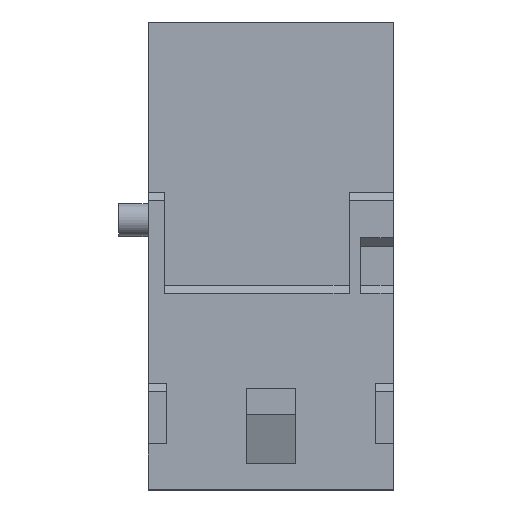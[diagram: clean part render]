
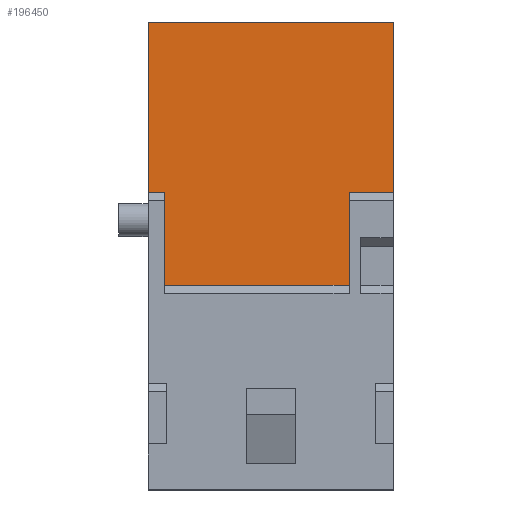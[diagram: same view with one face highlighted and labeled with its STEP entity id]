
A CAD part, top view. The second image highlights one B-rep face of the part: STEP entity #196450.
In plain terms, the highlighted face is planar.
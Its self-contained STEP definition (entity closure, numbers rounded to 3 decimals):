
#53520=CARTESIAN_POINT('',(13.23,14.86,
-100.2));
#53530=VERTEX_POINT('',#53520);
#53680=CARTESIAN_POINT('',(13.23,14.86,
-101.21));
#53690=VERTEX_POINT('',#53680);
#53720=CARTESIAN_POINT('',(13.23,14.86,0.));
#53730=DIRECTION('',(0.,0.,-1.));
#53740=VECTOR('',#53730,1.);
#53750=LINE('',#53720,#53740);
#53760=EDGE_CURVE('',#53530,#53690,#53750,.T.);
#54020=CARTESIAN_POINT('',(0.,14.86,-100.2));
#54030=DIRECTION('',(1.,0.,0.));
#54040=VECTOR('',#54030,1.);
#54050=LINE('',#54020,#54040);
#54060=CARTESIAN_POINT('',(7.54,14.86,
-100.2));
#54070=VERTEX_POINT('',#54060);
#54080=EDGE_CURVE('',#54070,#53530,#54050,.T.);
#54620=CARTESIAN_POINT('',(13.23,14.86,
-86.21));
#54630=VERTEX_POINT('',#54620);
#54780=CARTESIAN_POINT('',(13.23,14.86,
-88.92));
#54790=VERTEX_POINT('',#54780);
#54820=CARTESIAN_POINT('',(13.23,14.86,-0.25));
#54830=DIRECTION('',(0.,0.,1.));
#54840=VECTOR('',#54830,1.);
#54850=LINE('',#54820,#54840);
#54860=EDGE_CURVE('',#54790,#54630,#54850,.T.);
#61650=CARTESIAN_POINT('',(0.,14.86,-86.21));
#61660=DIRECTION('',(-1.,0.,0.));
#61670=VECTOR('',#61660,1.);
#61680=LINE('',#61650,#61670);
#61690=CARTESIAN_POINT('',(23.64,14.86,-86.21));
#61700=VERTEX_POINT('',#61690);
#61710=EDGE_CURVE('',#61700,#54630,#61680,.T.);
#77780=CARTESIAN_POINT('',(7.54,14.86,
-88.92));
#77790=VERTEX_POINT('',#77780);
#77820=CARTESIAN_POINT('',(0.,14.86,-88.92));
#77830=DIRECTION('',(-1.,0.,0.));
#77840=VECTOR('',#77830,1.);
#77850=LINE('',#77820,#77840);
#77860=EDGE_CURVE('',#54790,#77790,#77850,.T.);
#125420=CARTESIAN_POINT('',(23.64,14.86,-101.21));
#125430=VERTEX_POINT('',#125420);
#125460=CARTESIAN_POINT('',(0.,14.86,-101.21));
#125470=DIRECTION('',(1.,0.,0.));
#125480=VECTOR('',#125470,1.);
#125490=LINE('',#125460,#125480);
#125500=EDGE_CURVE('',#53690,#125430,#125490,.T.);
#126060=CARTESIAN_POINT('',(7.54,14.86,0.));
#126070=DIRECTION('',(0.,0.,-1.));
#126080=VECTOR('',#126070,1.);
#126090=LINE('',#126060,#126080);
#126100=EDGE_CURVE('',#77790,#54070,#126090,.T.);
#196250=CARTESIAN_POINT('',(13.334,14.86,
-92.431));
#196260=DIRECTION('',(0.,1.,-0.));
#196270=DIRECTION('',(-1.,0.,0.));
#196280=AXIS2_PLACEMENT_3D('',#196250,#196260,#196270);
#196290=PLANE('',#196280);
#196300=ORIENTED_EDGE('',*,*,#54080,.F.);
#196310=ORIENTED_EDGE('',*,*,#53760,.F.);
#196320=ORIENTED_EDGE('',*,*,#125500,.F.);
#196330=CARTESIAN_POINT('',(23.64,14.86,0.));
#196340=DIRECTION('',(0.,0.,-1.));
#196350=VECTOR('',#196340,1.);
#196360=LINE('',#196330,#196350);
#196370=EDGE_CURVE('',#61700,#125430,#196360,.T.);
#196380=ORIENTED_EDGE('',*,*,#196370,.T.);
#196390=ORIENTED_EDGE('',*,*,#61710,.F.);
#196400=ORIENTED_EDGE('',*,*,#54860,.T.);
#196410=ORIENTED_EDGE('',*,*,#77860,.F.);
#196420=ORIENTED_EDGE('',*,*,#126100,.F.);
#196430=EDGE_LOOP('',(#196420,#196410,#196400,#196390,#196380,#196320,
#196310,#196300));
#196440=FACE_OUTER_BOUND('',#196430,.T.);
#196450=ADVANCED_FACE('',(#196440),#196290,.T.);
